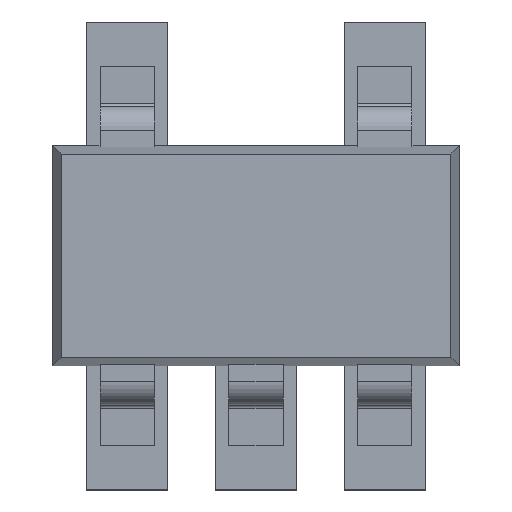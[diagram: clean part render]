
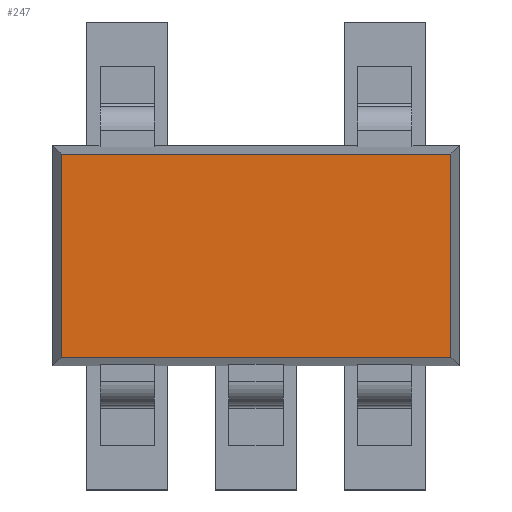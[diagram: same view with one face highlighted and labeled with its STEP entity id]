
A CAD part, top view. The second image highlights one B-rep face of the part: STEP entity #247.
In plain terms, the highlighted planar face has unit normal (0, 0, 1).
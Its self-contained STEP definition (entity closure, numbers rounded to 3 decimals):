
#247=ADVANCED_FACE('',(#437),#352,.T.);
#352=PLANE('',#2150);
#437=FACE_OUTER_BOUND('',#537,.T.);
#537=EDGE_LOOP('',(#647,#648,#649,#650));
#647=ORIENTED_EDGE('',*,*,#1389,.T.);
#648=ORIENTED_EDGE('',*,*,#1390,.T.);
#649=ORIENTED_EDGE('',*,*,#1391,.T.);
#650=ORIENTED_EDGE('',*,*,#1392,.T.);
#1207=VERTEX_POINT('',#2829);
#1208=VERTEX_POINT('',#2830);
#1209=VERTEX_POINT('',#2832);
#1210=VERTEX_POINT('',#2834);
#1389=EDGE_CURVE('',#1207,#1208,#1669,.T.);
#1390=EDGE_CURVE('',#1208,#1209,#1670,.T.);
#1391=EDGE_CURVE('',#1209,#1210,#1671,.T.);
#1392=EDGE_CURVE('',#1210,#1207,#1672,.T.);
#1669=LINE('',#2828,#1909);
#1670=LINE('',#2831,#1910);
#1671=LINE('',#2833,#1911);
#1672=LINE('',#2835,#1912);
#1909=VECTOR('',#2297,1.);
#1910=VECTOR('',#2298,1.);
#1911=VECTOR('',#2299,1.);
#1912=VECTOR('',#2300,1.);
#2150=AXIS2_PLACEMENT_3D('',#2836,#2301,#2302);
#2297=DIRECTION('',(-1.,0.,0.));
#2298=DIRECTION('',(0.,-1.,0.));
#2299=DIRECTION('',(1.,0.,0.));
#2300=DIRECTION('',(0.,1.,0.));
#2301=DIRECTION('',(0.,0.,1.));
#2302=DIRECTION('',(-1.,0.,0.));
#2828=CARTESIAN_POINT('',(1.437,0.749,1.476));
#2829=CARTESIAN_POINT('',(1.437,0.749,1.476));
#2830=CARTESIAN_POINT('',(-1.437,0.749,1.476));
#2831=CARTESIAN_POINT('',(-1.437,0.749,1.476));
#2832=CARTESIAN_POINT('',(-1.437,-0.749,1.476));
#2833=CARTESIAN_POINT('',(-1.437,-0.749,1.476));
#2834=CARTESIAN_POINT('',(1.437,-0.749,1.476));
#2835=CARTESIAN_POINT('',(1.437,-0.749,1.476));
#2836=CARTESIAN_POINT('',(0.,0.,1.476));
